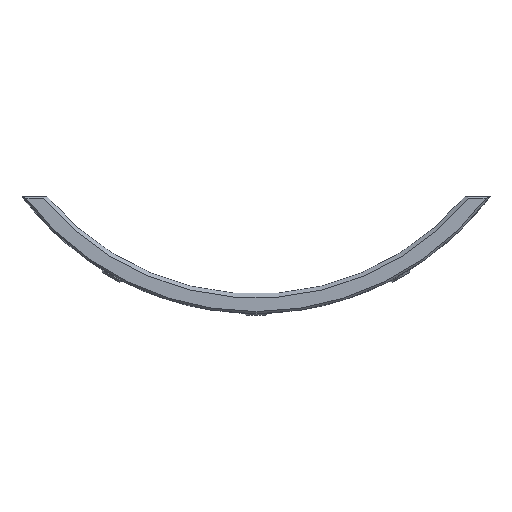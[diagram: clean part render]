
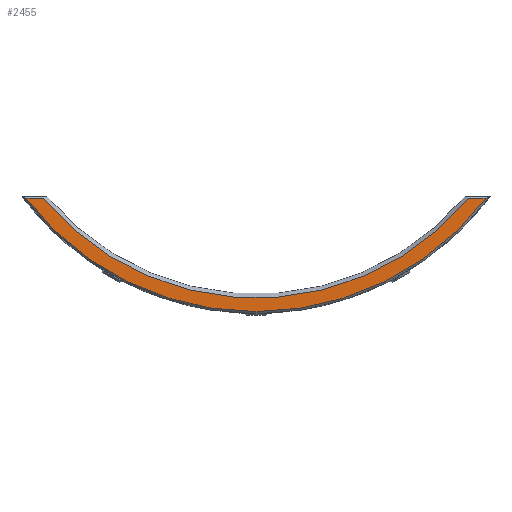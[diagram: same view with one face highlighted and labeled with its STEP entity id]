
A CAD part, front view. The second image highlights one B-rep face of the part: STEP entity #2455.
In plain terms, the highlighted planar face has unit normal (0, -1, 0).
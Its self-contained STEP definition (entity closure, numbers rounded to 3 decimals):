
#88=PLANE('',#2609);
#256=FACE_OUTER_BOUND('',#398,.T.);
#398=EDGE_LOOP('',(#2172,#2173,#2174,#2175));
#486=CIRCLE('',#2601,74.5);
#488=CIRCLE('',#2607,71.);
#633=LINE('',#5485,#789);
#636=LINE('',#5498,#792);
#789=VECTOR('',#2982,10.);
#792=VECTOR('',#2987,10.);
#1157=VERTEX_POINT('',#5469);
#1158=VERTEX_POINT('',#5470);
#1161=VERTEX_POINT('',#5484);
#1164=VERTEX_POINT('',#5494);
#1500=EDGE_CURVE('',#1157,#1158,#486,.T.);
#1504=EDGE_CURVE('',#1158,#1161,#633,.T.);
#1509=EDGE_CURVE('',#1164,#1157,#636,.T.);
#1519=EDGE_CURVE('',#1164,#1161,#488,.T.);
#2172=ORIENTED_EDGE('',*,*,#1504,.F.);
#2173=ORIENTED_EDGE('',*,*,#1500,.F.);
#2174=ORIENTED_EDGE('',*,*,#1509,.F.);
#2175=ORIENTED_EDGE('',*,*,#1519,.T.);
#2455=ADVANCED_FACE('',(#256),#88,.T.);
#2601=AXIS2_PLACEMENT_3D('',#5471,#2976,#2977);
#2607=AXIS2_PLACEMENT_3D('',#5521,#2999,#3000);
#2609=AXIS2_PLACEMENT_3D('',#5527,#3003,#3004);
#2976=DIRECTION('center_axis',(0.,1.,0.));
#2977=DIRECTION('ref_axis',(-1.,0.,0.));
#2982=DIRECTION('',(1.,0.,0.));
#2987=DIRECTION('',(1.,0.,0.));
#2999=DIRECTION('center_axis',(0.,1.,0.));
#3000=DIRECTION('ref_axis',(1.,0.,0.));
#3003=DIRECTION('center_axis',(0.,-1.,0.));
#3004=DIRECTION('ref_axis',(0.,0.,-1.));
#5469=CARTESIAN_POINT('',(58.992,0.,-45.5));
#5470=CARTESIAN_POINT('',(-58.992,0.,-45.5));
#5471=CARTESIAN_POINT('Origin',(0.,0.,0.));
#5484=CARTESIAN_POINT('',(-54.505,0.,-45.5));
#5485=CARTESIAN_POINT('',(-7.5,0.,-45.5));
#5494=CARTESIAN_POINT('',(54.505,0.,-45.5));
#5498=CARTESIAN_POINT('',(-7.5,0.,-45.5));
#5521=CARTESIAN_POINT('Origin',(0.,0.,0.));
#5527=CARTESIAN_POINT('Origin',(-75.,0.,0.));
